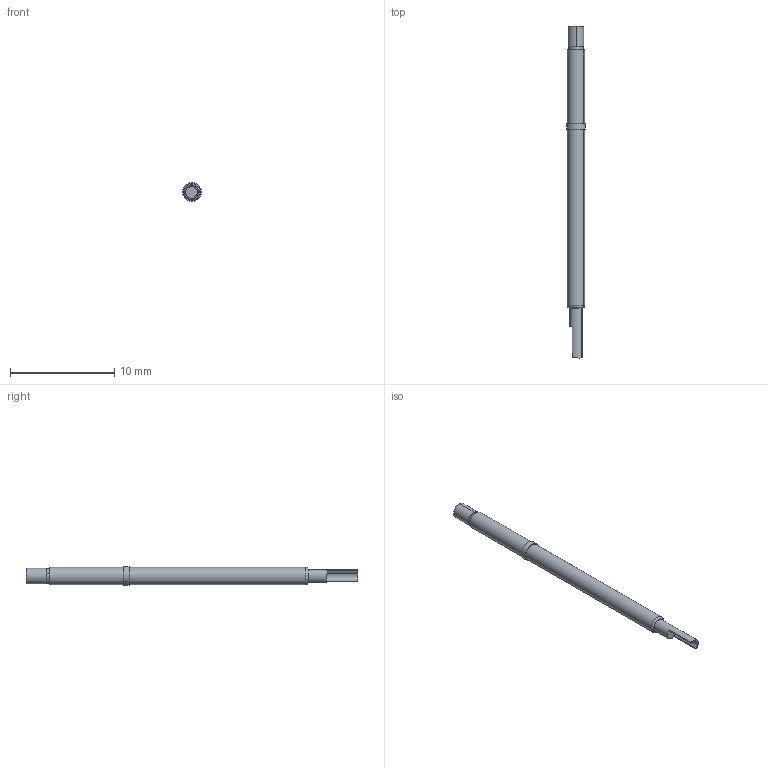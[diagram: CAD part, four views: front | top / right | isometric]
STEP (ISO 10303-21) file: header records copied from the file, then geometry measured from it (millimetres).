
FILE_DESCRIPTION (( 'STEP AP214' ), '1' );
FILE_NAME ('User Library-Igla_sestav_1025E-F.STEP', '2026-01-09T15:40:42', ( '' ), ( '' ), 'SwSTEP 2.0', 'SolidWorks 2022', '' );
FILE_SCHEMA (( 'AUTOMOTIVE_DESIGN' ));
Length unit declared in the file: millimetre
Products named in the file (4): User Library-Igla_sestav_1025E-F; Igla_spodnji_del_1025E; TULEC_PTR_H1025C; Igla_zgornji_del_1025E-F
Assembly tree (3 placements, depth 2):
  User Library-Igla_sestav_1025E-F
    Igla_zgornji_del_1025E-F
    Igla_spodnji_del_1025E
    TULEC_PTR_H1025C
Bounding box: 1.83 x 31.9 x 1.83 mm (x, y, z)
Volume: 50.8 mm3; surface area: 459.3 mm2
Topology: 3 solids, 3 shells, 39 faces, 77 edges, 50 vertices
Faces by surface type: cylinder 22, plane 13, torus 4
Entity records: 1187 total; most frequent: DIRECTION 221, CARTESIAN_POINT 172, ORIENTED_EDGE 154, AXIS2_PLACEMENT_3D 99, EDGE_CURVE 77, CIRCLE 54, VERTEX_POINT 50, EDGE_LOOP 45
